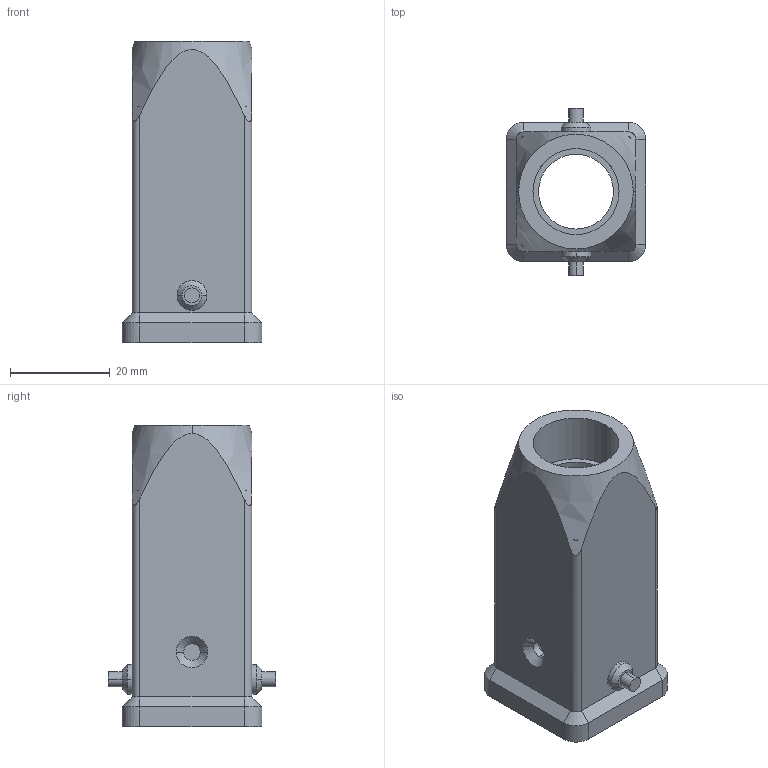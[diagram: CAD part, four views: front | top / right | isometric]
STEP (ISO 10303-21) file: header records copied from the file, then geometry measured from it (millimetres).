
FILE_DESCRIPTION(('OneSpaceDesigner STEP Export'),'2;1');
FILE_NAME('CKA 03 VS.stp','2008-04-01T 9:40:12',(''),(''),'OneSpace Designer STEP processor for AP214 (Solid Model)','OneSpace Modeling 15.50B 03-Nov-2007 (C) CoCreate Software GmbH','');
FILE_SCHEMA(('AUTOMOTIVE_DESIGN { 1 0 10303 214 1 1 1 1 }'));
Length unit declared in the file: millimetre
Products named in the file (2): CK-MK_Tüllengehäuse_Größe_21_21_Metall_VS; CKA_03_VS.stp
Assembly tree (1 placements, depth 2):
  CKA_03_VS.stp
    CK-MK_Tüllengehäuse_Größe_21_21_Metall_VS
Bounding box: 28 x 33.5 x 60.5 mm (x, y, z)
Volume: 9236.7 mm3; surface area: 11534.1 mm2
Topology: 1 solids, 1 shells, 126 faces, 322 edges, 211 vertices
Faces by surface type: plane 69, cylinder 44, cone 13
Entity records: 5421 total; most frequent: CARTESIAN_POINT 2354, ORIENTED_EDGE 644, DIRECTION 605, EDGE_CURVE 322, VERTEX_POINT 211, VECTOR 205, LINE 205, AXIS2_PLACEMENT_3D 200
